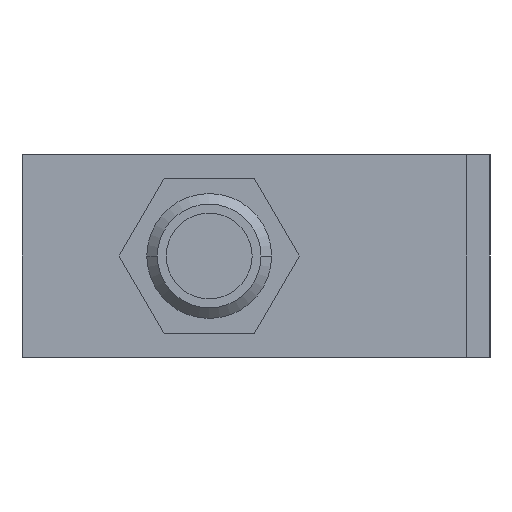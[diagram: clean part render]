
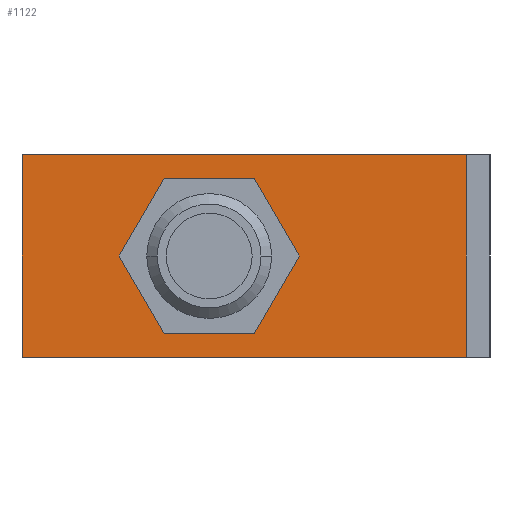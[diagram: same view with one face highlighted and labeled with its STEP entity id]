
A CAD part, left-side view. The second image highlights one B-rep face of the part: STEP entity #1122.
In plain terms, the highlighted planar face has unit normal (-1, 0, 0).
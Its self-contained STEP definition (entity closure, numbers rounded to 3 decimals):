
#1122=ADVANCED_FACE('',(#2260,#2261),#2262,.T.);
#2260=FACE_BOUND('',#3407,.T.);
#2261=FACE_OUTER_BOUND('',#3408,.T.);
#2262=PLANE('',#3409);
#3407=EDGE_LOOP('',(#6939,#6940,#6941,#6942,#6943,#6944));
#3408=EDGE_LOOP('',(#6945,#6946,#6947,#6948));
#3409=AXIS2_PLACEMENT_3D('',#6949,#6950,#6951);
#6939=ORIENTED_EDGE('',*,*,#8419,.T.);
#6940=ORIENTED_EDGE('',*,*,#8415,.T.);
#6941=ORIENTED_EDGE('',*,*,#8410,.T.);
#6942=ORIENTED_EDGE('',*,*,#8434,.T.);
#6943=ORIENTED_EDGE('',*,*,#8431,.T.);
#6944=ORIENTED_EDGE('',*,*,#8428,.T.);
#6945=ORIENTED_EDGE('',*,*,#8500,.T.);
#6946=ORIENTED_EDGE('',*,*,#8501,.F.);
#6947=ORIENTED_EDGE('',*,*,#8502,.F.);
#6948=ORIENTED_EDGE('',*,*,#8497,.T.);
#6949=CARTESIAN_POINT('',(-60.0,15.379,-6.5));
#6950=DIRECTION('',(-1.0,0.,0.0));
#6951=DIRECTION('',(0.,-1.0,-0.0));
#8410=EDGE_CURVE('',#10518,#10519,#10520,.T.);
#8415=EDGE_CURVE('',#10527,#10518,#10528,.T.);
#8419=EDGE_CURVE('',#10533,#10527,#10534,.T.);
#8428=EDGE_CURVE('',#10546,#10533,#10547,.T.);
#8431=EDGE_CURVE('',#10550,#10546,#10551,.T.);
#8434=EDGE_CURVE('',#10519,#10550,#10554,.T.);
#8497=EDGE_CURVE('',#10642,#10640,#10643,.T.);
#8500=EDGE_CURVE('',#10640,#10646,#10647,.T.);
#8501=EDGE_CURVE('',#10648,#10646,#10649,.T.);
#8502=EDGE_CURVE('',#10642,#10648,#10650,.T.);
#10518=VERTEX_POINT('',#13068);
#10519=VERTEX_POINT('',#13069);
#10520=LINE('',#13070,#13071);
#10527=VERTEX_POINT('',#13081);
#10528=LINE('',#13082,#13083);
#10533=VERTEX_POINT('',#13090);
#10534=LINE('',#13091,#13092);
#10546=VERTEX_POINT('',#13109);
#10547=LINE('',#13110,#13111);
#10550=VERTEX_POINT('',#13115);
#10551=LINE('',#13116,#13117);
#10554=LINE('',#13121,#13122);
#10640=VERTEX_POINT('',#13240);
#10642=VERTEX_POINT('',#13243);
#10643=LINE('',#13244,#13245);
#10646=VERTEX_POINT('',#13249);
#10647=LINE('',#13250,#13251);
#10648=VERTEX_POINT('',#13252);
#10649=LINE('',#13253,#13254);
#10650=LINE('',#13255,#13256);
#13068=CARTESIAN_POINT('',(-60.0,15.113,-5.0));
#13069=CARTESIAN_POINT('',(-60.0,20.887,-5.0));
#13070=CARTESIAN_POINT('',(-60.0,16.69,-5.0));
#13071=VECTOR('',#15493,1.0);
#13081=CARTESIAN_POINT('',(-60.0,12.226,0.));
#13082=CARTESIAN_POINT('',(-60.0,14.75,-4.37));
#13083=VECTOR('',#15497,1.0);
#13090=CARTESIAN_POINT('',(-60.0,15.113,5.0));
#13091=CARTESIAN_POINT('',(-60.0,11.935,-0.505));
#13092=VECTOR('',#15500,1.0);
#13109=CARTESIAN_POINT('',(-60.0,20.887,5.0));
#13110=CARTESIAN_POINT('',(-60.0,16.69,5.0));
#13111=VECTOR('',#15509,1.0);
#13115=CARTESIAN_POINT('',(-60.0,23.774,0.));
#13116=CARTESIAN_POINT('',(-60.0,23.41,0.63));
#13117=VECTOR('',#15511,1.0);
#13121=CARTESIAN_POINT('',(-60.0,20.595,-5.505));
#13122=VECTOR('',#15513,1.0);
#13240=CARTESIAN_POINT('',(-60.0,0.758,6.5));
#13243=CARTESIAN_POINT('',(-60.0,0.758,-6.5));
#13244=CARTESIAN_POINT('',(-60.0,0.758,-6.5));
#13245=VECTOR('',#15577,1.0);
#13249=CARTESIAN_POINT('',(-60.,30.,6.5));
#13250=CARTESIAN_POINT('',(-60.0,0.758,6.5));
#13251=VECTOR('',#15579,1.0);
#13252=CARTESIAN_POINT('',(-60.,30.,-6.5));
#13253=CARTESIAN_POINT('',(-60.,30.,-6.5));
#13254=VECTOR('',#15580,1.0);
#13255=CARTESIAN_POINT('',(-60.0,0.758,-6.5));
#13256=VECTOR('',#15581,1.0);
#15493=DIRECTION('',(0.,1.0,0.0));
#15497=DIRECTION('',(0.,0.5,-0.866));
#15500=DIRECTION('',(0.,-0.5,-0.866));
#15509=DIRECTION('',(0.,-1.0,0.));
#15511=DIRECTION('',(0.,-0.5,0.866));
#15513=DIRECTION('',(0.,0.5,0.866));
#15577=DIRECTION('',(0.0,0.0,1.0));
#15579=DIRECTION('',(0.,1.0,0.0));
#15580=DIRECTION('',(0.0,0.0,1.0));
#15581=DIRECTION('',(0.,1.0,0.0));
